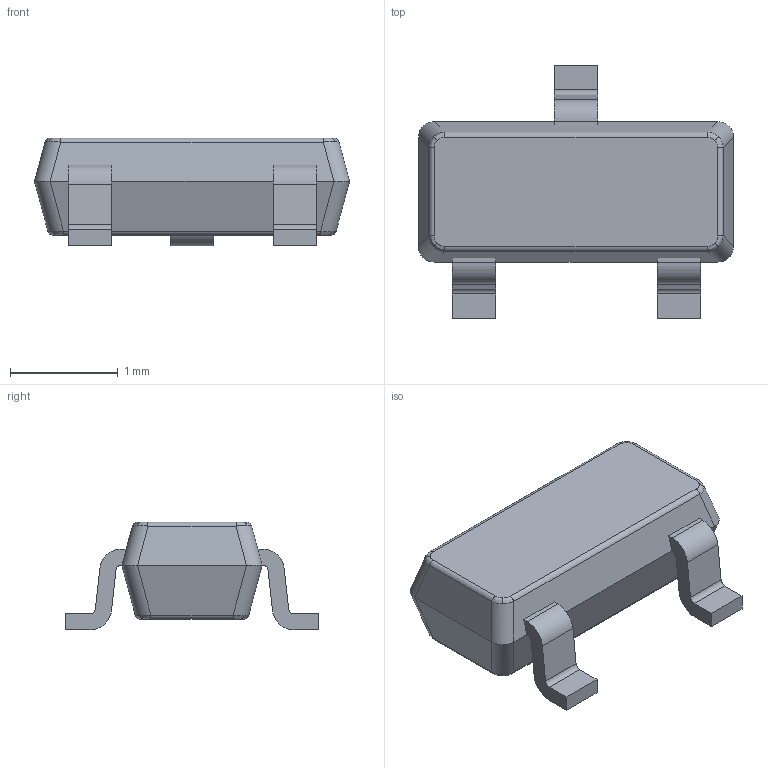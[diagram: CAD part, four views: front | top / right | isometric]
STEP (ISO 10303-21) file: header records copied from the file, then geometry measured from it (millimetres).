
FILE_DESCRIPTION(('FreeCAD Model'),'2;1');
FILE_NAME( 'User Library-sot23-1.step', '2017-03-03T21:18:38',('Author'),(''), 'Open CASCADE STEP processor 6.8','FreeCAD','Unknown');
FILE_SCHEMA(('AUTOMOTIVE_DESIGN_CC2 { 1 2 10303 214 -1 1 5 4 }'));
Length unit declared in the file: millimetre
Products named in the file (2): ASSEMBLY; User_Library-sot23-1
Assembly tree (1 placements, depth 2):
  ASSEMBLY
    User_Library-sot23-1
Bounding box: 2.92 x 2.34 x 1 mm (x, y, z)
Volume: 3.1 mm3; surface area: 16 mm2
Topology: 1 solids, 1 shells, 81 faces, 207 edges, 128 vertices
Faces by surface type: plane 37, cylinder 28, bspline 16
Entity records: 9894 total; most frequent: CARTESIAN_POINT 5652, DIRECTION 555, ORIENTED_EDGE 414, PCURVE 414, DEFINITIONAL_REPRESENTATION 414, LINE 313, VECTOR 313, EDGE_CURVE 207
